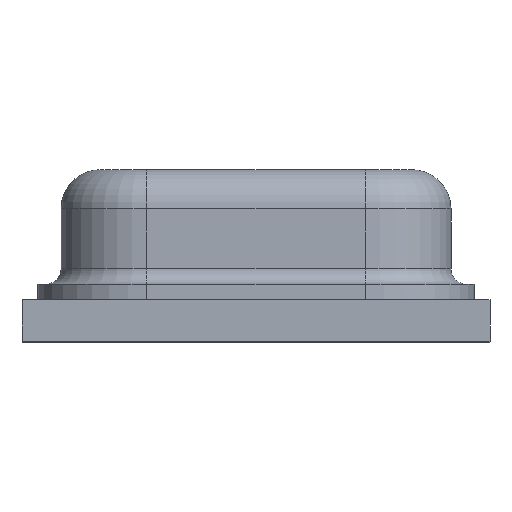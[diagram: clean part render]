
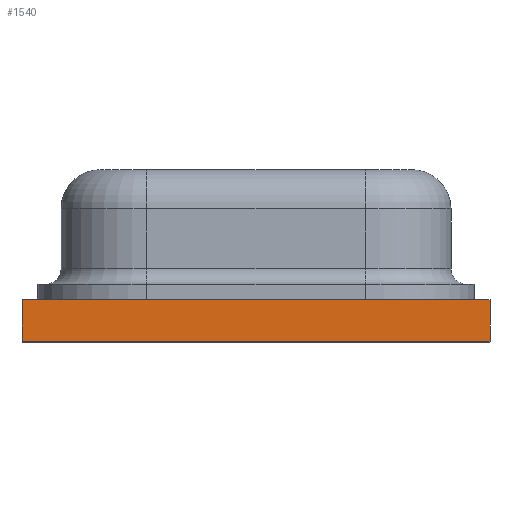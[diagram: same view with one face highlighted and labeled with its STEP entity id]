
A CAD part, top view. The second image highlights one B-rep face of the part: STEP entity #1540.
In plain terms, the highlighted planar face has unit normal (0, 0, 1).
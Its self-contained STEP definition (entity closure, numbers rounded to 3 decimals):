
#148 = ORIENTED_EDGE ( 'NONE', *, *, #1232, .T. ) ;
#195 = CARTESIAN_POINT ( 'NONE',  ( -1.5, 0.266, 2. ) ) ;
#321 = CARTESIAN_POINT ( 'NONE',  ( -1.5, 0., 2. ) ) ;
#750 = CARTESIAN_POINT ( 'NONE',  ( 1.5, 0.266, 2. ) ) ;
#790 = VECTOR ( 'NONE', #2664, 1000. ) ;
#819 = VECTOR ( 'NONE', #2429, 1000. ) ;
#1005 = AXIS2_PLACEMENT_3D ( 'NONE', #4040, #4074, #2458 ) ;
#1034 = LINE ( 'NONE', #1693, #790 ) ;
#1133 = LINE ( 'NONE', #3564, #2109 ) ;
#1209 = CARTESIAN_POINT ( 'NONE',  ( 1.5, 0.266, 2. ) ) ;
#1232 = EDGE_CURVE ( 'NONE', #2102, #2427, #1133, .T. ) ;
#1250 = EDGE_CURVE ( 'NONE', #2102, #1698, #1034, .T. ) ;
#1510 = ORIENTED_EDGE ( 'NONE', *, *, #2155, .T. ) ;
#1540 = ADVANCED_FACE ( 'NONE', ( #1949 ), #2156, .F. ) ;
#1693 = CARTESIAN_POINT ( 'NONE',  ( -1.5, 0.266, 2. ) ) ;
#1698 = VERTEX_POINT ( 'NONE', #750 ) ;
#1949 = FACE_OUTER_BOUND ( 'NONE', #2798, .T. ) ;
#2102 = VERTEX_POINT ( 'NONE', #195 ) ;
#2109 = VECTOR ( 'NONE', #3301, 1000. ) ;
#2155 = EDGE_CURVE ( 'NONE', #2427, #3645, #3468, .T. ) ;
#2156 = PLANE ( 'NONE',  #1005 ) ;
#2416 = DIRECTION ( 'NONE',  ( 0., -1., 0. ) ) ;
#2427 = VERTEX_POINT ( 'NONE', #321 ) ;
#2429 = DIRECTION ( 'NONE',  ( 1., 0., 0. ) ) ;
#2458 = DIRECTION ( 'NONE',  ( -1., 0., 0. ) ) ;
#2547 = LINE ( 'NONE', #1209, #2927 ) ;
#2618 = CARTESIAN_POINT ( 'NONE',  ( -1.5, 0., 2. ) ) ;
#2664 = DIRECTION ( 'NONE',  ( 1., 0., 0. ) ) ;
#2733 = CARTESIAN_POINT ( 'NONE',  ( 1.5, 0., 2. ) ) ;
#2798 = EDGE_LOOP ( 'NONE', ( #1510, #3098, #3782, #148 ) ) ;
#2927 = VECTOR ( 'NONE', #2416, 1000. ) ;
#3098 = ORIENTED_EDGE ( 'NONE', *, *, #3450, .F. ) ;
#3301 = DIRECTION ( 'NONE',  ( 0., -1., 0. ) ) ;
#3450 = EDGE_CURVE ( 'NONE', #1698, #3645, #2547, .T. ) ;
#3468 = LINE ( 'NONE', #2618, #819 ) ;
#3564 = CARTESIAN_POINT ( 'NONE',  ( -1.5, 0.266, 2. ) ) ;
#3645 = VERTEX_POINT ( 'NONE', #2733 ) ;
#3782 = ORIENTED_EDGE ( 'NONE', *, *, #1250, .F. ) ;
#4040 = CARTESIAN_POINT ( 'NONE',  ( -1.5, 0.266, 2. ) ) ;
#4074 = DIRECTION ( 'NONE',  ( 0., 0., -1. ) ) ;
